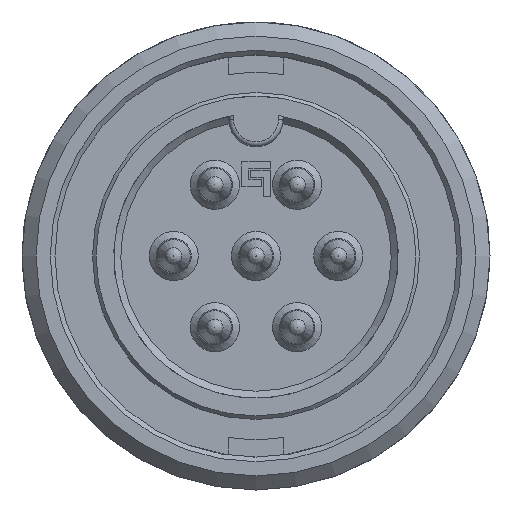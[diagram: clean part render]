
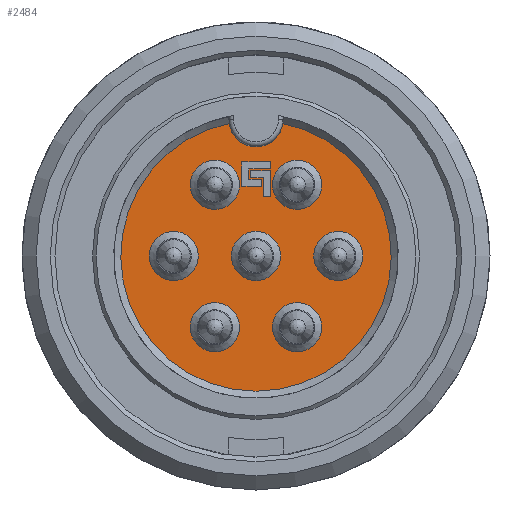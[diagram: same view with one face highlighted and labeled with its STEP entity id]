
A CAD part, left-side view. The second image highlights one B-rep face of the part: STEP entity #2484.
In plain terms, the highlighted planar face has unit normal (-1, 0, 0).
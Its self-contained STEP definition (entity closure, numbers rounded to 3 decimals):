
#571=LINE('',#11420,#1186);
#572=LINE('',#11423,#1187);
#573=LINE('',#11425,#1188);
#574=LINE('',#11427,#1189);
#575=LINE('',#11429,#1190);
#576=LINE('',#11431,#1191);
#577=LINE('',#11433,#1192);
#578=LINE('',#11435,#1193);
#579=LINE('',#11440,#1194);
#580=LINE('',#11443,#1195);
#581=LINE('',#11445,#1196);
#582=LINE('',#11447,#1197);
#583=LINE('',#11449,#1198);
#584=LINE('',#11451,#1199);
#1186=VECTOR('',#8523,1.);
#1187=VECTOR('',#8524,1.);
#1188=VECTOR('',#8525,1.);
#1189=VECTOR('',#8526,1.);
#1190=VECTOR('',#8527,1.);
#1191=VECTOR('',#8528,1.);
#1192=VECTOR('',#8529,1.);
#1193=VECTOR('',#8530,1.);
#1194=VECTOR('',#8535,1.);
#1195=VECTOR('',#8536,1.);
#1196=VECTOR('',#8537,1.);
#1197=VECTOR('',#8538,1.);
#1198=VECTOR('',#8539,1.);
#1199=VECTOR('',#8540,1.);
#2160=PLANE('',#7232);
#2484=ADVANCED_FACE('',(#2646,#2647,#2648,#2649,#2650,#2651,#2652,#2653,
#2654,#2655),#2160,.F.);
#2646=FACE_BOUND('',#3037,.T.);
#2647=FACE_BOUND('',#3038,.T.);
#2648=FACE_BOUND('',#3039,.T.);
#2649=FACE_BOUND('',#3040,.T.);
#2650=FACE_BOUND('',#3041,.T.);
#2651=FACE_BOUND('',#3042,.T.);
#2652=FACE_BOUND('',#3043,.T.);
#2653=FACE_BOUND('',#3044,.T.);
#2654=FACE_BOUND('',#3045,.T.);
#2655=FACE_BOUND('',#3046,.T.);
#3037=EDGE_LOOP('',(#4766));
#3038=EDGE_LOOP('',(#4767));
#3039=EDGE_LOOP('',(#4768));
#3040=EDGE_LOOP('',(#4769));
#3041=EDGE_LOOP('',(#4770));
#3042=EDGE_LOOP('',(#4771));
#3043=EDGE_LOOP('',(#4772));
#3044=EDGE_LOOP('',(#4773,#4774,#4775,#4776,#4777,#4778,#4779,#4780));
#3045=EDGE_LOOP('',(#4781,#4782));
#3046=EDGE_LOOP('',(#4783,#4784,#4785,#4786,#4787,#4788));
#4766=ORIENTED_EDGE('',*,*,#6617,.T.);
#4767=ORIENTED_EDGE('',*,*,#6618,.T.);
#4768=ORIENTED_EDGE('',*,*,#6619,.T.);
#4769=ORIENTED_EDGE('',*,*,#6620,.F.);
#4770=ORIENTED_EDGE('',*,*,#6621,.F.);
#4771=ORIENTED_EDGE('',*,*,#6622,.F.);
#4772=ORIENTED_EDGE('',*,*,#6623,.F.);
#4773=ORIENTED_EDGE('',*,*,#6624,.T.);
#4774=ORIENTED_EDGE('',*,*,#6625,.T.);
#4775=ORIENTED_EDGE('',*,*,#6626,.T.);
#4776=ORIENTED_EDGE('',*,*,#6627,.T.);
#4777=ORIENTED_EDGE('',*,*,#6628,.T.);
#4778=ORIENTED_EDGE('',*,*,#6629,.T.);
#4779=ORIENTED_EDGE('',*,*,#6630,.T.);
#4780=ORIENTED_EDGE('',*,*,#6631,.T.);
#4781=ORIENTED_EDGE('',*,*,#6632,.T.);
#4782=ORIENTED_EDGE('',*,*,#6633,.T.);
#4783=ORIENTED_EDGE('',*,*,#6634,.F.);
#4784=ORIENTED_EDGE('',*,*,#6635,.F.);
#4785=ORIENTED_EDGE('',*,*,#6636,.F.);
#4786=ORIENTED_EDGE('',*,*,#6637,.F.);
#4787=ORIENTED_EDGE('',*,*,#6638,.F.);
#4788=ORIENTED_EDGE('',*,*,#6639,.F.);
#5689=VERTEX_POINT('',#11407);
#5690=VERTEX_POINT('',#11409);
#5691=VERTEX_POINT('',#11411);
#5692=VERTEX_POINT('',#11413);
#5693=VERTEX_POINT('',#11415);
#5694=VERTEX_POINT('',#11417);
#5695=VERTEX_POINT('',#11419);
#5696=VERTEX_POINT('',#11421);
#5697=VERTEX_POINT('',#11422);
#5698=VERTEX_POINT('',#11424);
#5699=VERTEX_POINT('',#11426);
#5700=VERTEX_POINT('',#11428);
#5701=VERTEX_POINT('',#11430);
#5702=VERTEX_POINT('',#11432);
#5703=VERTEX_POINT('',#11434);
#5704=VERTEX_POINT('',#11437);
#5705=VERTEX_POINT('',#11438);
#5706=VERTEX_POINT('',#11441);
#5707=VERTEX_POINT('',#11442);
#5708=VERTEX_POINT('',#11444);
#5709=VERTEX_POINT('',#11446);
#5710=VERTEX_POINT('',#11448);
#5711=VERTEX_POINT('',#11450);
#6617=EDGE_CURVE('',#5689,#5689,#6843,.T.);
#6618=EDGE_CURVE('',#5690,#5690,#6844,.T.);
#6619=EDGE_CURVE('',#5691,#5691,#6845,.T.);
#6620=EDGE_CURVE('',#5692,#5692,#6846,.T.);
#6621=EDGE_CURVE('',#5693,#5693,#6847,.T.);
#6622=EDGE_CURVE('',#5694,#5694,#6848,.T.);
#6623=EDGE_CURVE('',#5695,#5695,#6849,.T.);
#6624=EDGE_CURVE('',#5696,#5697,#571,.T.);
#6625=EDGE_CURVE('',#5697,#5698,#572,.T.);
#6626=EDGE_CURVE('',#5698,#5699,#573,.T.);
#6627=EDGE_CURVE('',#5699,#5700,#574,.T.);
#6628=EDGE_CURVE('',#5700,#5701,#575,.T.);
#6629=EDGE_CURVE('',#5701,#5702,#576,.T.);
#6630=EDGE_CURVE('',#5702,#5703,#577,.T.);
#6631=EDGE_CURVE('',#5703,#5696,#578,.T.);
#6632=EDGE_CURVE('',#5704,#5705,#6850,.T.);
#6633=EDGE_CURVE('',#5705,#5704,#6851,.T.);
#6634=EDGE_CURVE('',#5706,#5707,#579,.T.);
#6635=EDGE_CURVE('',#5708,#5706,#580,.T.);
#6636=EDGE_CURVE('',#5709,#5708,#581,.T.);
#6637=EDGE_CURVE('',#5710,#5709,#582,.T.);
#6638=EDGE_CURVE('',#5711,#5710,#583,.T.);
#6639=EDGE_CURVE('',#5707,#5711,#584,.T.);
#6843=CIRCLE('',#7223,1.045);
#6844=CIRCLE('',#7224,1.045);
#6845=CIRCLE('',#7225,1.045);
#6846=CIRCLE('',#7226,1.045);
#6847=CIRCLE('',#7227,1.045);
#6848=CIRCLE('',#7228,1.045);
#6849=CIRCLE('',#7229,1.045);
#6850=CIRCLE('',#7230,1.15);
#6851=CIRCLE('',#7231,5.75);
#7223=AXIS2_PLACEMENT_3D('',#11406,#8509,#8510);
#7224=AXIS2_PLACEMENT_3D('',#11408,#8511,#8512);
#7225=AXIS2_PLACEMENT_3D('',#11410,#8513,#8514);
#7226=AXIS2_PLACEMENT_3D('',#11412,#8515,#8516);
#7227=AXIS2_PLACEMENT_3D('',#11414,#8517,#8518);
#7228=AXIS2_PLACEMENT_3D('',#11416,#8519,#8520);
#7229=AXIS2_PLACEMENT_3D('',#11418,#8521,#8522);
#7230=AXIS2_PLACEMENT_3D('',#11436,#8531,#8532);
#7231=AXIS2_PLACEMENT_3D('',#11439,#8533,#8534);
#7232=AXIS2_PLACEMENT_3D('',#11452,#8541,#8542);
#8509=DIRECTION('',(1.,0.,0.));
#8510=DIRECTION('',(0.,0.,1.));
#8511=DIRECTION('',(1.,0.,0.));
#8512=DIRECTION('',(0.,0.,1.));
#8513=DIRECTION('',(1.,0.,0.));
#8514=DIRECTION('',(0.,0.,1.));
#8515=DIRECTION('',(-1.,0.,0.));
#8516=DIRECTION('',(0.,0.,1.));
#8517=DIRECTION('',(-1.,0.,0.));
#8518=DIRECTION('',(0.,0.,1.));
#8519=DIRECTION('',(-1.,0.,0.));
#8520=DIRECTION('',(0.,0.,1.));
#8521=DIRECTION('',(-1.,0.,0.));
#8522=DIRECTION('',(0.,0.,1.));
#8523=DIRECTION('',(0.,0.,-1.));
#8524=DIRECTION('',(0.,-1.,0.));
#8525=DIRECTION('',(0.,0.,-1.));
#8526=DIRECTION('',(0.,1.,0.));
#8527=DIRECTION('',(0.,0.,1.));
#8528=DIRECTION('',(0.,-1.,0.));
#8529=DIRECTION('',(0.,0.,-1.));
#8530=DIRECTION('',(0.,1.,0.));
#8531=DIRECTION('',(1.,0.,0.));
#8532=DIRECTION('',(0.,-1.,0.));
#8533=DIRECTION('',(-1.,0.,0.));
#8534=DIRECTION('',(0.,0.,-1.));
#8535=DIRECTION('',(0.,0.,-1.));
#8536=DIRECTION('',(0.,-1.,0.));
#8537=DIRECTION('',(0.,0.,-1.));
#8538=DIRECTION('',(0.,1.,0.));
#8539=DIRECTION('',(0.,0.,1.));
#8540=DIRECTION('',(0.,-1.,0.));
#8541=DIRECTION('',(1.,0.,0.));
#8542=DIRECTION('',(0.,0.,-1.));
#11406=CARTESIAN_POINT('',(8.7,1.75,3.03));
#11407=CARTESIAN_POINT('',(8.7,1.75,4.075));
#11408=CARTESIAN_POINT('',(8.7,3.5,0.));
#11409=CARTESIAN_POINT('',(8.7,3.5,1.045));
#11410=CARTESIAN_POINT('',(8.7,1.75,-3.03));
#11411=CARTESIAN_POINT('',(8.7,1.75,-1.985));
#11412=CARTESIAN_POINT('',(8.7,-1.75,3.03));
#11413=CARTESIAN_POINT('',(8.7,-1.75,4.075));
#11414=CARTESIAN_POINT('',(8.7,-3.5,0.));
#11415=CARTESIAN_POINT('',(8.7,-3.5,1.045));
#11416=CARTESIAN_POINT('',(8.7,-1.75,-3.03));
#11417=CARTESIAN_POINT('',(8.7,-1.75,-1.985));
#11418=CARTESIAN_POINT('',(8.7,0.,0.));
#11419=CARTESIAN_POINT('',(8.7,0.,1.045));
#11420=CARTESIAN_POINT('',(8.7,0.305,3.7));
#11421=CARTESIAN_POINT('',(8.7,0.305,3.7));
#11422=CARTESIAN_POINT('',(8.7,0.305,3.26));
#11423=CARTESIAN_POINT('',(8.7,0.305,3.26));
#11424=CARTESIAN_POINT('',(8.7,-0.245,3.26));
#11425=CARTESIAN_POINT('',(8.7,-0.245,3.26));
#11426=CARTESIAN_POINT('',(8.7,-0.245,2.96));
#11427=CARTESIAN_POINT('',(8.7,-0.245,2.96));
#11428=CARTESIAN_POINT('',(8.7,0.605,2.96));
#11429=CARTESIAN_POINT('',(8.7,0.605,2.96));
#11430=CARTESIAN_POINT('',(8.7,0.605,4.));
#11431=CARTESIAN_POINT('',(8.7,0.605,4.));
#11432=CARTESIAN_POINT('',(8.7,-0.625,4.));
#11433=CARTESIAN_POINT('',(8.7,-0.625,4.));
#11434=CARTESIAN_POINT('',(8.7,-0.625,3.7));
#11435=CARTESIAN_POINT('',(8.7,-0.625,3.7));
#11436=CARTESIAN_POINT('',(8.7,0.,5.8));
#11437=CARTESIAN_POINT('',(8.7,-1.138,5.636));
#11438=CARTESIAN_POINT('',(8.7,1.138,5.636));
#11439=CARTESIAN_POINT('',(8.7,0.,0.));
#11440=CARTESIAN_POINT('',(8.7,-0.315,3.33));
#11441=CARTESIAN_POINT('',(8.7,-0.315,3.33));
#11442=CARTESIAN_POINT('',(8.7,-0.315,2.51));
#11443=CARTESIAN_POINT('',(8.7,0.235,3.33));
#11444=CARTESIAN_POINT('',(8.7,0.235,3.33));
#11445=CARTESIAN_POINT('',(8.7,0.235,3.63));
#11446=CARTESIAN_POINT('',(8.7,0.235,3.63));
#11447=CARTESIAN_POINT('',(8.7,-0.615,3.63));
#11448=CARTESIAN_POINT('',(8.7,-0.615,3.63));
#11449=CARTESIAN_POINT('',(8.7,-0.615,2.51));
#11450=CARTESIAN_POINT('',(8.7,-0.615,2.51));
#11451=CARTESIAN_POINT('',(8.7,-0.315,2.51));
#11452=CARTESIAN_POINT('',(8.7,0.,0.));
